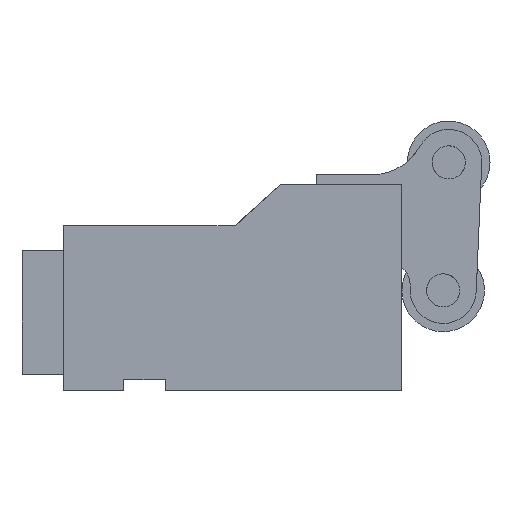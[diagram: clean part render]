
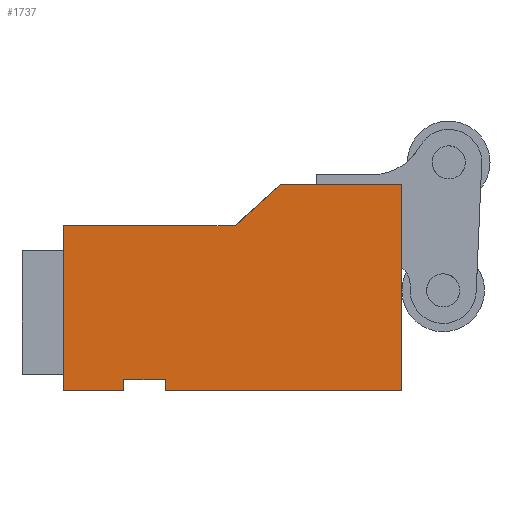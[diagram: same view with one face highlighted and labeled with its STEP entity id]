
A CAD part, left-side view. The second image highlights one B-rep face of the part: STEP entity #1737.
In plain terms, the highlighted planar face has unit normal (-1, 0, 0).
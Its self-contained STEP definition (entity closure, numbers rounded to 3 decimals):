
#514=CARTESIAN_POINT('Vertex',(0.,44.,75.)) ;
#517=CARTESIAN_POINT('Line Origine',(0.,22.,75.)) ;
#521=CARTESIAN_POINT('Vertex',(0.,0.,75.)) ;
#1349=CARTESIAN_POINT('Line Origine',(0.,0.,37.5)) ;
#1353=CARTESIAN_POINT('Vertex',(0.,0.,0.)) ;
#1443=CARTESIAN_POINT('Line Origine',(0.,43.,0.)) ;
#1447=CARTESIAN_POINT('Vertex',(0.,86.,0.)) ;
#1494=CARTESIAN_POINT('Line Origine',(0.,86.,2.)) ;
#1498=CARTESIAN_POINT('Vertex',(0.,86.,4.)) ;
#1525=CARTESIAN_POINT('Line Origine',(0.,93.5,4.)) ;
#1529=CARTESIAN_POINT('Vertex',(0.,101.,4.)) ;
#1597=CARTESIAN_POINT('Vertex',(0.,60.6,60.)) ;
#1602=CARTESIAN_POINT('Line Origine',(0.,52.3,67.5)) ;
#1675=CARTESIAN_POINT('Line Origine',(0.,101.,2.)) ;
#1679=CARTESIAN_POINT('Vertex',(0.,101.,0.)) ;
#1701=CARTESIAN_POINT('Axis2P3D Location',(0.,0.,0.)) ;
#1706=CARTESIAN_POINT('Line Origine',(0.,112.,0.)) ;
#1710=CARTESIAN_POINT('Vertex',(0.,123.,0.)) ;
#1713=CARTESIAN_POINT('Line Origine',(0.,91.8,60.)) ;
#1717=CARTESIAN_POINT('Vertex',(0.,123.,60.)) ;
#1720=CARTESIAN_POINT('Line Origine',(0.,123.,30.)) ;
#518=DIRECTION('Vector Direction',(0.,1.,0.)) ;
#1350=DIRECTION('Vector Direction',(0.,0.,1.)) ;
#1444=DIRECTION('Vector Direction',(0.,1.,0.)) ;
#1495=DIRECTION('Vector Direction',(0.,0.,-1.)) ;
#1526=DIRECTION('Vector Direction',(0.,-1.,0.)) ;
#1603=DIRECTION('Vector Direction',(0.,0.742,-0.67)) ;
#1676=DIRECTION('Vector Direction',(0.,0.,1.)) ;
#1702=DIRECTION('Axis2P3D Direction',(1.,0.,0.)) ;
#1703=DIRECTION('Axis2P3D XDirection',(0.,1.,0.)) ;
#1707=DIRECTION('Vector Direction',(0.,1.,0.)) ;
#1714=DIRECTION('Vector Direction',(0.,1.,0.)) ;
#1721=DIRECTION('Vector Direction',(0.,0.,-1.)) ;
#1704=AXIS2_PLACEMENT_3D('Plane Axis2P3D',#1701,#1702,#1703) ;
#1726=ORIENTED_EDGE('',*,*,#1712,.F.) ;
#1727=ORIENTED_EDGE('',*,*,#1681,.F.) ;
#1728=ORIENTED_EDGE('',*,*,#1531,.F.) ;
#1729=ORIENTED_EDGE('',*,*,#1500,.F.) ;
#1730=ORIENTED_EDGE('',*,*,#1449,.F.) ;
#1731=ORIENTED_EDGE('',*,*,#1355,.F.) ;
#1732=ORIENTED_EDGE('',*,*,#523,.F.) ;
#1733=ORIENTED_EDGE('',*,*,#1606,.F.) ;
#1734=ORIENTED_EDGE('',*,*,#1719,.F.) ;
#1735=ORIENTED_EDGE('',*,*,#1724,.F.) ;
#519=VECTOR('Line Direction',#518,1.) ;
#1351=VECTOR('Line Direction',#1350,1.) ;
#1445=VECTOR('Line Direction',#1444,1.) ;
#1496=VECTOR('Line Direction',#1495,1.) ;
#1527=VECTOR('Line Direction',#1526,1.) ;
#1604=VECTOR('Line Direction',#1603,1.) ;
#1677=VECTOR('Line Direction',#1676,1.) ;
#1708=VECTOR('Line Direction',#1707,1.) ;
#1715=VECTOR('Line Direction',#1714,1.) ;
#1722=VECTOR('Line Direction',#1721,1.) ;
#1737=ADVANCED_FACE('CU_CPUS-03000-20.1\\PartBody',(#1736),#1705,.F.) ;
#523=EDGE_CURVE('',#515,#522,#520,.F.) ;
#1355=EDGE_CURVE('',#522,#1354,#1352,.F.) ;
#1449=EDGE_CURVE('',#1354,#1448,#1446,.T.) ;
#1500=EDGE_CURVE('',#1448,#1499,#1497,.F.) ;
#1531=EDGE_CURVE('',#1499,#1530,#1528,.F.) ;
#1606=EDGE_CURVE('',#1598,#515,#1605,.F.) ;
#1681=EDGE_CURVE('',#1530,#1680,#1678,.F.) ;
#1712=EDGE_CURVE('',#1680,#1711,#1709,.T.) ;
#1719=EDGE_CURVE('',#1718,#1598,#1716,.F.) ;
#1724=EDGE_CURVE('',#1711,#1718,#1723,.F.) ;
#1725=EDGE_LOOP('',(#1726,#1727,#1728,#1729,#1730,#1731,#1732,#1733,#1734,#1735)) ;
#1736=FACE_OUTER_BOUND('',#1725,.T.) ;
#520=LINE('Line',#517,#519) ;
#1352=LINE('Line',#1349,#1351) ;
#1446=LINE('Line',#1443,#1445) ;
#1497=LINE('Line',#1494,#1496) ;
#1528=LINE('Line',#1525,#1527) ;
#1605=LINE('Line',#1602,#1604) ;
#1678=LINE('Line',#1675,#1677) ;
#1709=LINE('Line',#1706,#1708) ;
#1716=LINE('Line',#1713,#1715) ;
#1723=LINE('Line',#1720,#1722) ;
#1705=PLANE('Plane',#1704) ;
#515=VERTEX_POINT('',#514) ;
#522=VERTEX_POINT('',#521) ;
#1354=VERTEX_POINT('',#1353) ;
#1448=VERTEX_POINT('',#1447) ;
#1499=VERTEX_POINT('',#1498) ;
#1530=VERTEX_POINT('',#1529) ;
#1598=VERTEX_POINT('',#1597) ;
#1680=VERTEX_POINT('',#1679) ;
#1711=VERTEX_POINT('',#1710) ;
#1718=VERTEX_POINT('',#1717) ;
